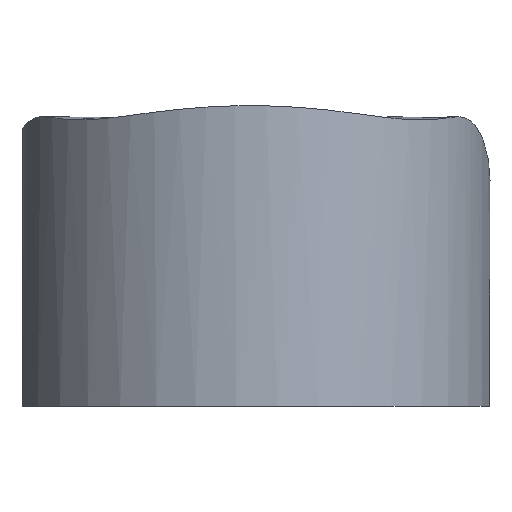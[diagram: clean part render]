
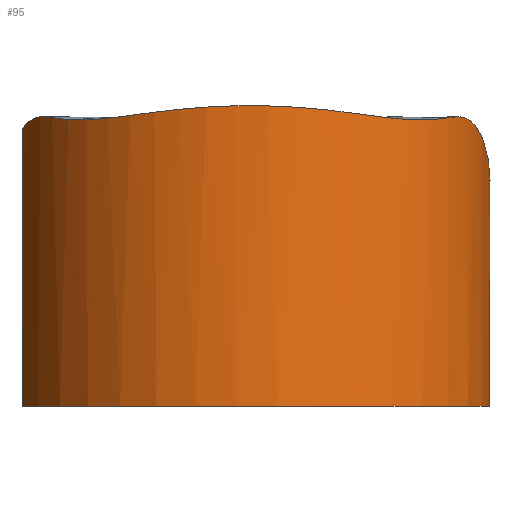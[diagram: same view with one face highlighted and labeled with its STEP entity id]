
A CAD part, front view. The second image highlights one B-rep face of the part: STEP entity #95.
In plain terms, the highlighted cylindrical face has radius 6.2 mm (diameter 12.4 mm), a partial arc.
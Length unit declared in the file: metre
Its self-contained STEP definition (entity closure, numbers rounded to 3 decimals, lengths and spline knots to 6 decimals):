
#13=B_SPLINE_CURVE_WITH_KNOTS('',3,(#155,#156,#157,#158,#159,#160,#161,
#162,#163,#164,#165,#166,#167,#168,#169,#170,#171,#172,#173,#174,#175,#176,
#177,#178,#179,#180,#181,#182,#183,#184,#185,#186,#187,#188),
 .UNSPECIFIED.,.F.,.F.,(4,1,1,1,1,1,1,1,1,1,1,1,1,1,1,1,1,1,1,1,1,1,1,1,
1,1,1,1,1,1,1,4),(0.002307,0.003434,0.004561,
0.005688,0.006815,0.007943,0.00907,
0.010197,0.011324,0.012451,0.013578,
0.014705,0.015832,0.016959,0.018086,
0.019213,0.02034,0.021467,0.022594,
0.023721,0.024848,0.025975,0.027102,
0.028229,0.029356,0.03161,0.032737,
0.033864,0.034991,0.036118,0.037246,
0.038373),.UNSPECIFIED.);
#15=CYLINDRICAL_SURFACE('',#116,0.0062);
#18=CIRCLE('',#115,0.0062);
#23=ORIENTED_EDGE('',*,*,#47,.T.);
#24=ORIENTED_EDGE('',*,*,#48,.T.);
#25=ORIENTED_EDGE('',*,*,#46,.T.);
#26=ORIENTED_EDGE('',*,*,#49,.F.);
#46=EDGE_CURVE('',#56,#58,#18,.T.);
#47=EDGE_CURVE('',#59,#60,#13,.T.);
#48=EDGE_CURVE('',#60,#56,#65,.T.);
#49=EDGE_CURVE('',#59,#58,#66,.T.);
#56=VERTEX_POINT('',#148);
#58=VERTEX_POINT('',#152);
#59=VERTEX_POINT('',#189);
#60=VERTEX_POINT('',#190);
#65=LINE('',#191,#73);
#66=LINE('',#192,#74);
#73=VECTOR('',#132,1.);
#74=VECTOR('',#133,1.);
#80=EDGE_LOOP('',(#23,#24,#25,#26));
#86=FACE_BOUND('',#80,.T.);
#95=ADVANCED_FACE('',(#86),#15,.T.);
#115=AXIS2_PLACEMENT_3D('',#153,#128,#129);
#116=AXIS2_PLACEMENT_3D('',#154,#130,#131);
#128=DIRECTION('',(0.,0.,1.));
#129=DIRECTION('',(1.,0.,0.));
#130=DIRECTION('',(0.,0.,-1.));
#131=DIRECTION('',(-1.,0.,0.));
#132=DIRECTION('',(0.,0.,-1.));
#133=DIRECTION('',(0.,0.,-1.));
#148=CARTESIAN_POINT('',(-0.005902,-0.0019,0.));
#152=CARTESIAN_POINT('',(-0.005902,0.0019,0.));
#153=CARTESIAN_POINT('',(0.,0.,0.));
#154=CARTESIAN_POINT('',(0.,0.,0.013));
#155=CARTESIAN_POINT('',(-0.005902,0.0019,0.004571));
#156=CARTESIAN_POINT('',(-0.005791,0.002244,0.004469));
#157=CARTESIAN_POINT('',(-0.005495,0.002947,0.004422));
#158=CARTESIAN_POINT('',(-0.004872,0.003888,0.004511));
#159=CARTESIAN_POINT('',(-0.0041,0.004696,0.004645));
#160=CARTESIAN_POINT('',(-0.00319,0.005356,0.00476));
#161=CARTESIAN_POINT('',(-0.002181,0.005839,0.004924));
#162=CARTESIAN_POINT('',(-0.001113,0.006134,0.005097));
#163=CARTESIAN_POINT('',(0.000019,0.006234,0.00517));
#164=CARTESIAN_POINT('',(0.001132,0.00613,0.005094));
#165=CARTESIAN_POINT('',(0.002214,0.005827,0.004918));
#166=CARTESIAN_POINT('',(0.003216,0.00534,0.004756));
#167=CARTESIAN_POINT('',(0.004126,0.004673,0.004642));
#168=CARTESIAN_POINT('',(0.004893,0.003862,0.004508));
#169=CARTESIAN_POINT('',(0.005511,0.002917,0.004421));
#170=CARTESIAN_POINT('',(0.00595,0.001855,0.0045));
#171=CARTESIAN_POINT('',(0.006161,0.000868,0.005065));
#172=CARTESIAN_POINT('',(0.006219,0.000012,0.005805));
#173=CARTESIAN_POINT('',(0.006161,-0.000865,0.006501));
#174=CARTESIAN_POINT('',(0.005964,-0.001794,0.007128));
#175=CARTESIAN_POINT('',(0.005566,-0.002809,0.007567));
#176=CARTESIAN_POINT('',(0.004957,-0.003781,0.007409));
#177=CARTESIAN_POINT('',(0.004194,-0.004612,0.007379));
#178=CARTESIAN_POINT('',(0.003284,-0.0053,0.007494));
#179=CARTESIAN_POINT('',(0.002272,-0.005805,0.007635));
#180=CARTESIAN_POINT('',(0.000827,-0.006225,0.007781));
#181=CARTESIAN_POINT('',(-0.000709,-0.006242,0.007787));
#182=CARTESIAN_POINT('',(-0.002175,-0.005842,0.007647));
#183=CARTESIAN_POINT('',(-0.003188,-0.005358,0.007507));
#184=CARTESIAN_POINT('',(-0.004109,-0.004688,0.007388));
#185=CARTESIAN_POINT('',(-0.004884,-0.003876,0.007391));
#186=CARTESIAN_POINT('',(-0.005519,-0.002902,0.007573));
#187=CARTESIAN_POINT('',(-0.005797,-0.002225,0.007315));
#188=CARTESIAN_POINT('',(-0.005902,-0.0019,0.007146));
#189=CARTESIAN_POINT('',(-0.005902,0.0019,0.004571));
#190=CARTESIAN_POINT('',(-0.005902,-0.0019,0.007146));
#191=CARTESIAN_POINT('',(-0.005902,-0.0019,0.013));
#192=CARTESIAN_POINT('',(-0.005902,0.0019,0.013));
